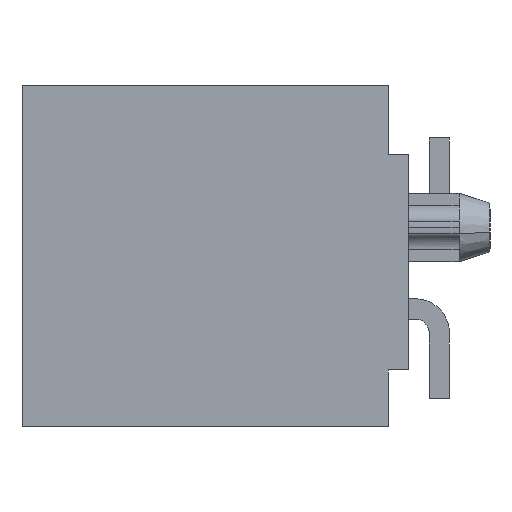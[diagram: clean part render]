
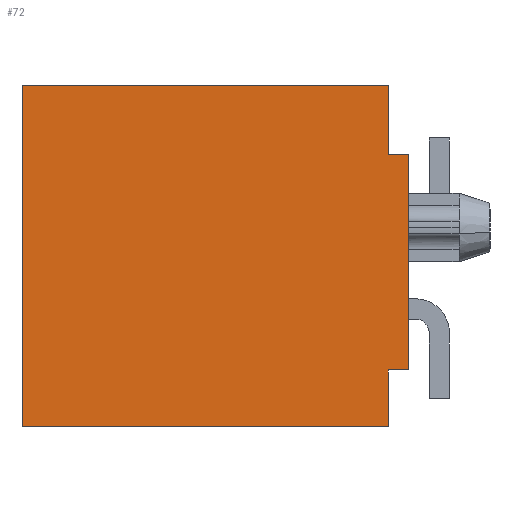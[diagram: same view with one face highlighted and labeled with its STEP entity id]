
A CAD part, left-side view. The second image highlights one B-rep face of the part: STEP entity #72.
In plain terms, the highlighted planar face has unit normal (-1, 0, 0).
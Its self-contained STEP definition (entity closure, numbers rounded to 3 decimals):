
#72=ADVANCED_FACE('',(#354),#355,.F.);
#354=FACE_OUTER_BOUND('',#884,.T.);
#355=PLANE('',#885);
#884=EDGE_LOOP('',(#1462,#1463,#1464,#1465,#1466,#1467,#1468,#1469));
#885=AXIS2_PLACEMENT_3D('',#1470,#1471,#1472);
#1462=ORIENTED_EDGE('',*,*,#3441,.F.);
#1463=ORIENTED_EDGE('',*,*,#3442,.F.);
#1464=ORIENTED_EDGE('',*,*,#3443,.F.);
#1465=ORIENTED_EDGE('',*,*,#3444,.F.);
#1466=ORIENTED_EDGE('',*,*,#3445,.T.);
#1467=ORIENTED_EDGE('',*,*,#3446,.T.);
#1468=ORIENTED_EDGE('',*,*,#3447,.F.);
#1469=ORIENTED_EDGE('',*,*,#3448,.F.);
#1470=CARTESIAN_POINT('',(-8.636,0.0,0.0));
#1471=DIRECTION('',(1.0,0.0,0.0));
#1472=DIRECTION('',(0.0,1.0,0.0));
#3441=EDGE_CURVE('',#4134,#4135,#4136,.T.);
#3442=EDGE_CURVE('',#4137,#4134,#4138,.T.);
#3443=EDGE_CURVE('',#4139,#4137,#4140,.T.);
#3444=EDGE_CURVE('',#4141,#4139,#4142,.T.);
#3445=EDGE_CURVE('',#4141,#4143,#4144,.T.);
#3446=EDGE_CURVE('',#4143,#4145,#4146,.T.);
#3447=EDGE_CURVE('',#4147,#4145,#4148,.T.);
#3448=EDGE_CURVE('',#4135,#4147,#4149,.T.);
#4134=VERTEX_POINT('',#5165);
#4135=VERTEX_POINT('',#5166);
#4136=LINE('',#5167,#5168);
#4137=VERTEX_POINT('',#5169);
#4138=LINE('',#5170,#5171);
#4139=VERTEX_POINT('',#5172);
#4140=LINE('',#5173,#5174);
#4141=VERTEX_POINT('',#5175);
#4142=LINE('',#5176,#5177);
#4143=VERTEX_POINT('',#5178);
#4144=LINE('',#5179,#5180);
#4145=VERTEX_POINT('',#5181);
#4146=LINE('',#5182,#5183);
#4147=VERTEX_POINT('',#5184);
#4148=LINE('',#5185,#5186);
#4149=LINE('',#5187,#5188);
#5165=CARTESIAN_POINT('',(-8.636,5.715,5.334));
#5166=CARTESIAN_POINT('',(-8.636,-5.715,5.334));
#5167=CARTESIAN_POINT('',(-8.636,5.715,5.334));
#5168=VECTOR('',#6699,11.43);
#5169=CARTESIAN_POINT('',(-8.636,5.715,-5.334));
#5170=CARTESIAN_POINT('',(-8.636,5.715,-5.334));
#5171=VECTOR('',#6700,10.668);
#5172=CARTESIAN_POINT('',(-8.636,-5.715,-5.334));
#5173=CARTESIAN_POINT('',(-8.636,-5.715,-5.334));
#5174=VECTOR('',#6701,11.43);
#5175=CARTESIAN_POINT('',(-8.636,-5.715,-3.557));
#5176=CARTESIAN_POINT('',(-8.636,-5.715,-3.557));
#5177=VECTOR('',#6702,1.777);
#5178=CARTESIAN_POINT('',(-8.636,-6.35,-3.557));
#5179=CARTESIAN_POINT('',(-8.636,-5.715,-3.557));
#5180=VECTOR('',#6703,0.635);
#5181=CARTESIAN_POINT('',(-8.636,-6.35,3.174));
#5182=CARTESIAN_POINT('',(-8.636,-6.35,-3.557));
#5183=VECTOR('',#6704,6.731);
#5184=CARTESIAN_POINT('',(-8.636,-5.715,3.174));
#5185=CARTESIAN_POINT('',(-8.636,-5.715,3.174));
#5186=VECTOR('',#6705,0.635);
#5187=CARTESIAN_POINT('',(-8.636,-5.715,5.334));
#5188=VECTOR('',#6706,2.16);
#6699=DIRECTION('',(0.0,-1.0,0.0));
#6700=DIRECTION('',(0.0,0.0,1.0));
#6701=DIRECTION('',(0.0,1.0,0.0));
#6702=DIRECTION('',(0.0,0.0,-1.0));
#6703=DIRECTION('',(0.0,-1.0,0.0));
#6704=DIRECTION('',(0.0,0.0,1.0));
#6705=DIRECTION('',(0.0,-1.0,0.0));
#6706=DIRECTION('',(0.0,0.0,-1.0));
